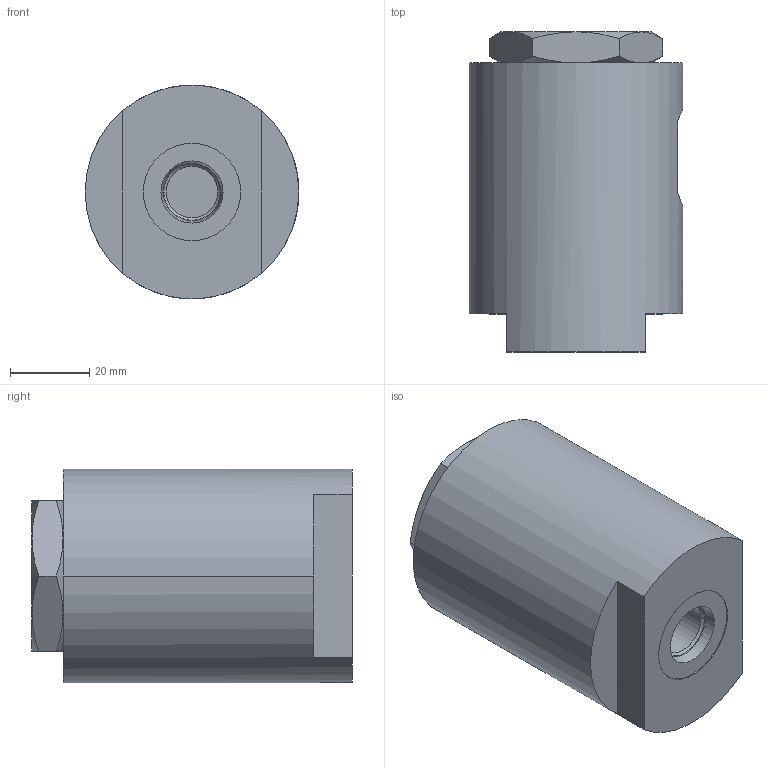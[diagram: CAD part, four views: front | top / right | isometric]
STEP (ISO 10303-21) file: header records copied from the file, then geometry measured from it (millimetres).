
FILE_DESCRIPTION((''),'2;1');
FILE_NAME('ILC70340112','2005-05-04T',('KR'),(''),'PRO/ENGINEER BY PARAMETRIC TECHNOLOGY CORPORATION, 2004290','PRO/ENGINEER BY PARAMETRIC TECHNOLOGY CORPORATION, 2004290','');
FILE_SCHEMA(('AUTOMOTIVE_DESIGN_CC2 { 1 2 10303 214 -1 1 5 2 }'));
Length unit declared in the file: inch
Products named in the file (1): ILC70340112
Bounding box: 54.1 x 81.03 x 54.1 mm (x, y, z)
Volume: 121140.7 mm3; surface area: 26883.3 mm2
Topology: 1 solids, 3 shells, 55 faces, 126 edges, 78 vertices
Faces by surface type: cone 20, plane 19, cylinder 16
Entity records: 1846 total; most frequent: CARTESIAN_POINT 486, DIRECTION 264, ORIENTED_EDGE 244, EDGE_CURVE 126, AXIS2_PLACEMENT_3D 112, COLOUR_RGB 105, VERTEX_POINT 78, EDGE_LOOP 62
